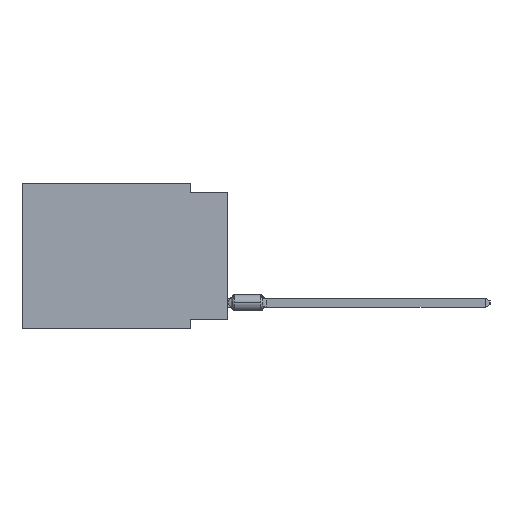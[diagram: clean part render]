
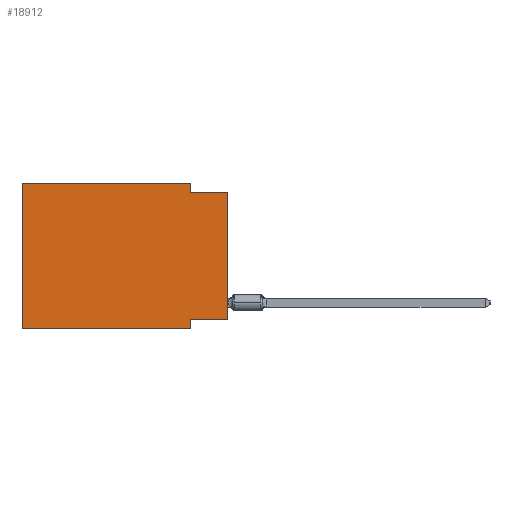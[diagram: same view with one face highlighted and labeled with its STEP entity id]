
A CAD part, left-side view. The second image highlights one B-rep face of the part: STEP entity #18912.
In plain terms, the highlighted planar face has unit normal (-1, 0, 0).
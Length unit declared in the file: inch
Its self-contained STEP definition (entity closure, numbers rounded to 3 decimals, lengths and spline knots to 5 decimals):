
#178 = ORIENTED_EDGE ( 'NONE', *, *, #14558, .T. ) ;
#253 = DIRECTION ( 'NONE',  ( 0., -1., 0. ) ) ;
#660 = VECTOR ( 'NONE', #28964, 39.37008 ) ;
#707 = CARTESIAN_POINT ( 'NONE',  ( 0., 0., -0.025 ) ) ;
#920 = ORIENTED_EDGE ( 'NONE', *, *, #19734, .T. ) ;
#1107 = CARTESIAN_POINT ( 'NONE',  ( 0., 0.55, 0. ) ) ;
#1168 = DIRECTION ( 'NONE',  ( 0., -1., 0. ) ) ;
#1638 = ORIENTED_EDGE ( 'NONE', *, *, #1832, .F. ) ;
#1832 = EDGE_CURVE ( 'NONE', #23480, #30148, #14781, .T. ) ;
#2449 = EDGE_CURVE ( 'NONE', #6438, #2923, #6165, .T. ) ;
#2923 = VERTEX_POINT ( 'NONE', #7354 ) ;
#3184 = DIRECTION ( 'NONE',  ( 0., -1., 0. ) ) ;
#3227 = CARTESIAN_POINT ( 'NONE',  ( 0., 0., 0. ) ) ;
#3742 = EDGE_CURVE ( 'NONE', #29330, #6438, #30047, .T. ) ;
#4135 = VECTOR ( 'NONE', #28760, 39.37008 ) ;
#4542 = PLANE ( 'NONE',  #17598 ) ;
#6165 = LINE ( 'NONE', #20271, #27649 ) ;
#6438 = VERTEX_POINT ( 'NONE', #21223 ) ;
#6655 = ORIENTED_EDGE ( 'NONE', *, *, #11300, .F. ) ;
#7354 = CARTESIAN_POINT ( 'NONE',  ( 0., 0.1, -0.39 ) ) ;
#7364 = LINE ( 'NONE', #25493, #19080 ) ;
#7498 = ORIENTED_EDGE ( 'NONE', *, *, #2449, .F. ) ;
#8006 = VECTOR ( 'NONE', #10022, 39.37008 ) ;
#9429 = CARTESIAN_POINT ( 'NONE',  ( 0., 0.1, 0. ) ) ;
#10022 = DIRECTION ( 'NONE',  ( 0., 0., -1. ) ) ;
#11300 = EDGE_CURVE ( 'NONE', #23912, #23480, #28297, .T. ) ;
#11357 = CARTESIAN_POINT ( 'NONE',  ( 0., 0.55, 0. ) ) ;
#12577 = CARTESIAN_POINT ( 'NONE',  ( 0., 0., -0.025 ) ) ;
#13002 = VERTEX_POINT ( 'NONE', #29489 ) ;
#13473 = CARTESIAN_POINT ( 'NONE',  ( 0., 0., -0.365 ) ) ;
#13934 = EDGE_LOOP ( 'NONE', ( #178, #1638, #6655, #27636, #30256, #920, #7498, #27360 ) ) ;
#13966 = EDGE_CURVE ( 'NONE', #13002, #23912, #14932, .T. ) ;
#14558 = EDGE_CURVE ( 'NONE', #29330, #30148, #28612, .T. ) ;
#14781 = LINE ( 'NONE', #707, #30502 ) ;
#14932 = LINE ( 'NONE', #26864, #26866 ) ;
#15903 = DIRECTION ( 'NONE',  ( 0., 0., -1. ) ) ;
#15926 = EDGE_CURVE ( 'NONE', #25418, #13002, #27109, .T. ) ;
#17598 = AXIS2_PLACEMENT_3D ( 'NONE', #11357, #18790, #18632 ) ;
#18283 = DIRECTION ( 'NONE',  ( 0., 1., 0. ) ) ;
#18632 = DIRECTION ( 'NONE',  ( 0., 0., -1. ) ) ;
#18790 = DIRECTION ( 'NONE',  ( 1., 0., 0. ) ) ;
#18912 = ADVANCED_FACE ( 'NONE', ( #25757 ), #4542, .F. ) ;
#19080 = VECTOR ( 'NONE', #253, 39.37008 ) ;
#19734 = EDGE_CURVE ( 'NONE', #25418, #2923, #7364, .T. ) ;
#20271 = CARTESIAN_POINT ( 'NONE',  ( 0., 0.1, -0.39 ) ) ;
#20464 = CARTESIAN_POINT ( 'NONE',  ( 0., 0.1, -0.025 ) ) ;
#21223 = CARTESIAN_POINT ( 'NONE',  ( 0., 0.1, -0.365 ) ) ;
#21328 = CARTESIAN_POINT ( 'NONE',  ( 0., 0.1, 0. ) ) ;
#21646 = CARTESIAN_POINT ( 'NONE',  ( 0., 0., -0.365 ) ) ;
#21671 = CARTESIAN_POINT ( 'NONE',  ( 0., 0.55, -0.39 ) ) ;
#21752 = VECTOR ( 'NONE', #18283, 39.37008 ) ;
#23480 = VERTEX_POINT ( 'NONE', #20464 ) ;
#23912 = VERTEX_POINT ( 'NONE', #9429 ) ;
#25418 = VERTEX_POINT ( 'NONE', #21671 ) ;
#25493 = CARTESIAN_POINT ( 'NONE',  ( 0., 0.55, -0.39 ) ) ;
#25757 = FACE_OUTER_BOUND ( 'NONE', #13934, .T. ) ;
#26864 = CARTESIAN_POINT ( 'NONE',  ( 0., 0.55, 0. ) ) ;
#26866 = VECTOR ( 'NONE', #1168, 39.37008 ) ;
#27109 = LINE ( 'NONE', #1107, #660 ) ;
#27360 = ORIENTED_EDGE ( 'NONE', *, *, #3742, .F. ) ;
#27636 = ORIENTED_EDGE ( 'NONE', *, *, #13966, .F. ) ;
#27649 = VECTOR ( 'NONE', #15903, 39.37008 ) ;
#28297 = LINE ( 'NONE', #21328, #8006 ) ;
#28612 = LINE ( 'NONE', #3227, #4135 ) ;
#28760 = DIRECTION ( 'NONE',  ( 0., 0., 1. ) ) ;
#28964 = DIRECTION ( 'NONE',  ( 0., 0., 1. ) ) ;
#29330 = VERTEX_POINT ( 'NONE', #21646 ) ;
#29489 = CARTESIAN_POINT ( 'NONE',  ( 0., 0.55, 0. ) ) ;
#30047 = LINE ( 'NONE', #13473, #21752 ) ;
#30148 = VERTEX_POINT ( 'NONE', #12577 ) ;
#30256 = ORIENTED_EDGE ( 'NONE', *, *, #15926, .F. ) ;
#30502 = VECTOR ( 'NONE', #3184, 39.37008 ) ;
